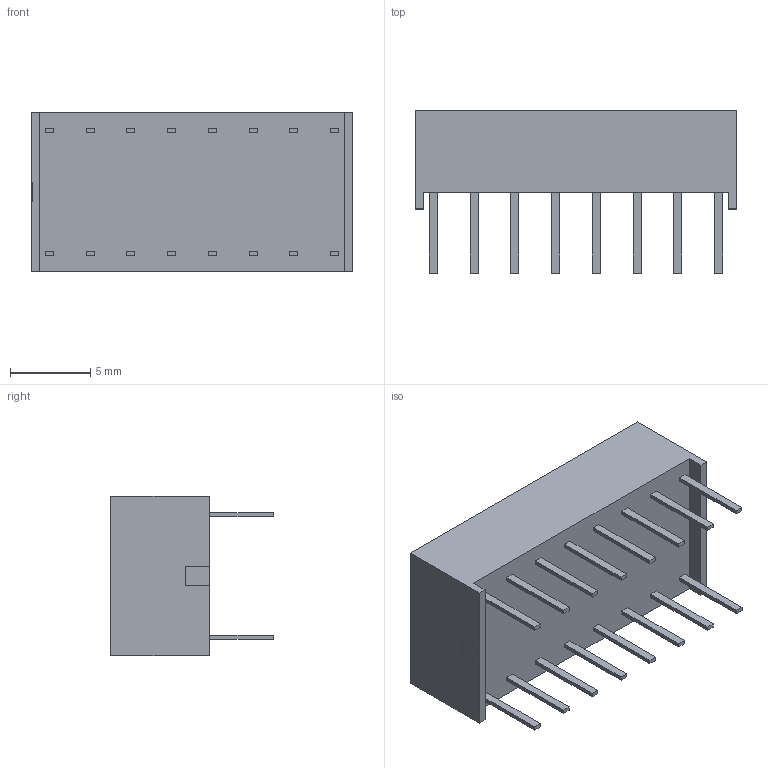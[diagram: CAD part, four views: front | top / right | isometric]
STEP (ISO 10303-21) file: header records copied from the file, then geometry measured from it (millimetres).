
FILE_DESCRIPTION (( 'STEP AP214' ), '1' );
FILE_NAME ('KB-2670.STEP', '2008-09-06T19:04:17', ( '' ), ( '' ), 'SwSTEP 2.0', 'SolidWorks 2008', '' );
FILE_SCHEMA (( 'AUTOMOTIVE_DESIGN' ));
Length unit declared in the file: millimetre
Products named in the file (1): KB-2670
Bounding box: 20.04 x 10.13 x 9.94 mm (x, y, z)
Volume: 1511.8 mm3; surface area: 1401.7 mm2
Topology: 19 solids, 19 shells, 405 faces, 1017 edges, 678 vertices
Faces by surface type: plane 289, bspline 116
Entity records: 21011 total; most frequent: CARTESIAN_POINT 8489, ORIENTED_EDGE 2034, DIRECTION 1365, EDGE_CURVE 1017, VECTOR 785, LINE 785, VERTEX_POINT 678, EDGE_LOOP 433
